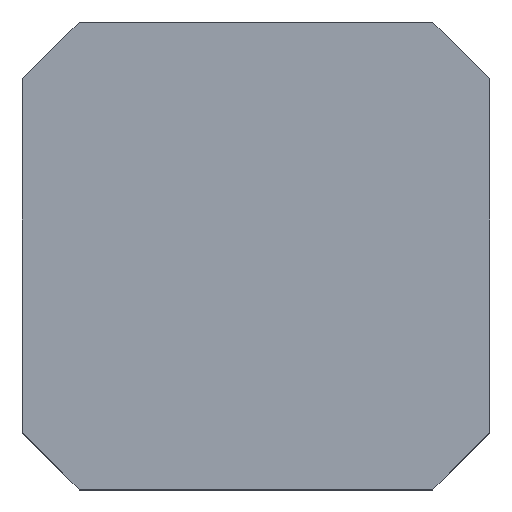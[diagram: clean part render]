
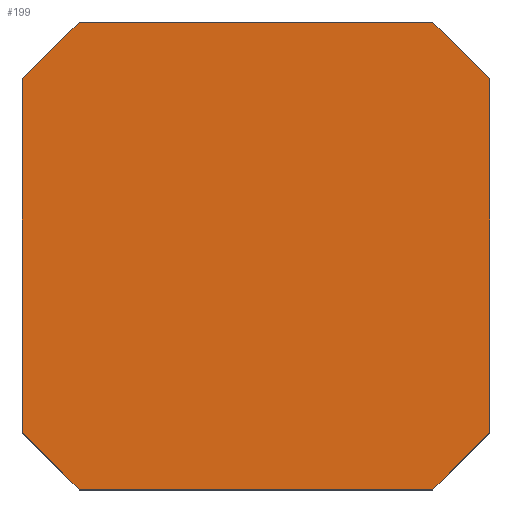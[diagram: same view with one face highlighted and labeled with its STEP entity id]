
A CAD part, top view. The second image highlights one B-rep face of the part: STEP entity #199.
In plain terms, the highlighted planar face has unit normal (0, 0, 1).
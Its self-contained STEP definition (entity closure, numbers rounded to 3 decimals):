
#22=FACE_OUTER_BOUND('',#32,.T.);
#32=EDGE_LOOP('',(#154,#155,#156,#157,#158,#159,#160,#161));
#36=LINE('',#267,#60);
#40=LINE('',#274,#64);
#43=LINE('',#280,#67);
#46=LINE('',#286,#70);
#49=LINE('',#292,#73);
#52=LINE('',#298,#76);
#55=LINE('',#304,#79);
#57=LINE('',#307,#81);
#60=VECTOR('',#219,0.424);
#64=VECTOR('',#225,1.874);
#67=VECTOR('',#230,0.424);
#70=VECTOR('',#235,1.874);
#73=VECTOR('',#240,0.424);
#76=VECTOR('',#245,1.874);
#79=VECTOR('',#250,0.424);
#81=VECTOR('',#254,1.874);
#84=VERTEX_POINT('',#264);
#85=VERTEX_POINT('',#266);
#87=VERTEX_POINT('',#272);
#89=VERTEX_POINT('',#278);
#91=VERTEX_POINT('',#284);
#93=VERTEX_POINT('',#290);
#95=VERTEX_POINT('',#296);
#97=VERTEX_POINT('',#302);
#100=EDGE_CURVE('',#85,#84,#36,.T.);
#104=EDGE_CURVE('',#84,#87,#40,.T.);
#107=EDGE_CURVE('',#87,#89,#43,.T.);
#110=EDGE_CURVE('',#89,#91,#46,.T.);
#113=EDGE_CURVE('',#91,#93,#49,.T.);
#116=EDGE_CURVE('',#93,#95,#52,.T.);
#119=EDGE_CURVE('',#95,#97,#55,.T.);
#121=EDGE_CURVE('',#97,#85,#57,.T.);
#154=ORIENTED_EDGE('',*,*,#100,.T.);
#155=ORIENTED_EDGE('',*,*,#104,.T.);
#156=ORIENTED_EDGE('',*,*,#107,.T.);
#157=ORIENTED_EDGE('',*,*,#110,.T.);
#158=ORIENTED_EDGE('',*,*,#113,.T.);
#159=ORIENTED_EDGE('',*,*,#116,.T.);
#160=ORIENTED_EDGE('',*,*,#119,.T.);
#161=ORIENTED_EDGE('',*,*,#121,.T.);
#178=PLANE('',#211);
#199=ADVANCED_FACE('',(#22),#178,.T.);
#211=AXIS2_PLACEMENT_3D('',#308,#255,#256);
#219=DIRECTION('',(0.707,-0.707,0.));
#225=DIRECTION('',(1.,0.,0.));
#230=DIRECTION('',(0.707,0.707,0.));
#235=DIRECTION('',(0.,1.,0.));
#240=DIRECTION('',(-0.707,0.707,0.));
#245=DIRECTION('',(-1.,0.,0.));
#250=DIRECTION('',(-0.707,-0.707,0.));
#254=DIRECTION('',(0.,-1.,0.));
#255=DIRECTION('center_axis',(0.,0.,
1.));
#256=DIRECTION('ref_axis',(0.,-1.,0.));
#264=CARTESIAN_POINT('',(0.333,-16.297,5.03));
#266=CARTESIAN_POINT('',(0.033,-15.997,5.03));
#267=CARTESIAN_POINT('',(0.033,-15.997,5.03));
#272=CARTESIAN_POINT('',(2.207,-16.297,5.03));
#274=CARTESIAN_POINT('',(0.333,-16.297,5.03));
#278=CARTESIAN_POINT('',(2.507,-15.997,5.03));
#280=CARTESIAN_POINT('',(2.207,-16.297,5.03));
#284=CARTESIAN_POINT('',(2.507,-14.123,5.03));
#286=CARTESIAN_POINT('',(2.507,-15.997,5.03));
#290=CARTESIAN_POINT('',(2.207,-13.823,5.03));
#292=CARTESIAN_POINT('',(2.207,-13.823,5.03));
#296=CARTESIAN_POINT('',(0.333,-13.823,5.03));
#298=CARTESIAN_POINT('',(0.333,-13.823,5.03));
#302=CARTESIAN_POINT('',(0.033,-14.123,5.03));
#304=CARTESIAN_POINT('',(0.033,-14.123,5.03));
#307=CARTESIAN_POINT('',(0.033,-15.997,5.03));
#308=CARTESIAN_POINT('Origin',(1.27,-17.234,5.03));
